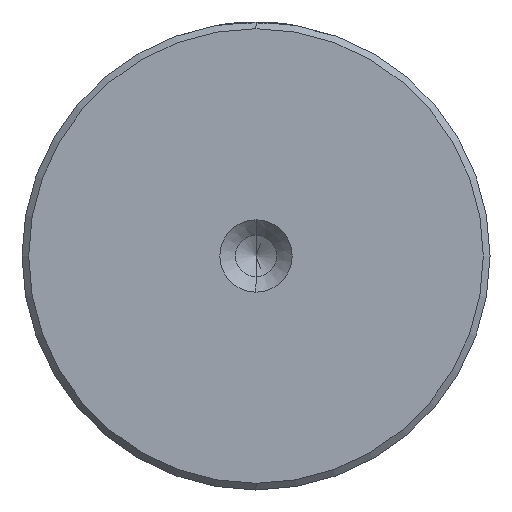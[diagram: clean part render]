
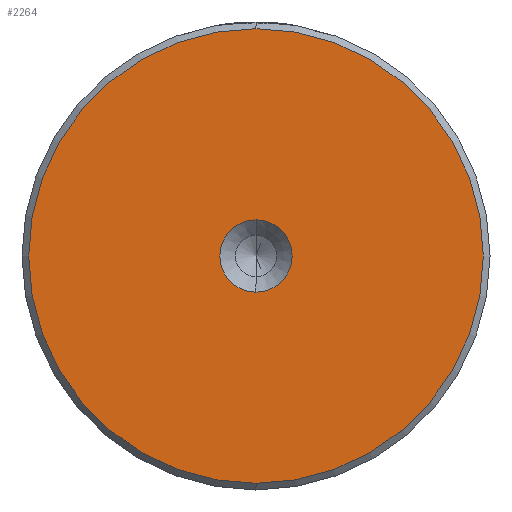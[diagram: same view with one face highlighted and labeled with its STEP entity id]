
A CAD part, left-side view. The second image highlights one B-rep face of the part: STEP entity #2264.
In plain terms, the highlighted planar face has unit normal (-1, 0, 0).
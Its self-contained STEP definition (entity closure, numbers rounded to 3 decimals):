
#13 = FACE_OUTER_BOUND ( 'NONE', #153, .T. ) ;
#32 = VERTEX_POINT ( 'NONE', #696 ) ;
#112 = AXIS2_PLACEMENT_3D ( 'NONE', #2226, #1097, #2398 ) ;
#144 = CIRCLE ( 'NONE', #869, 17. ) ;
#153 = EDGE_LOOP ( 'NONE', ( #1626, #1684 ) ) ;
#180 = VERTEX_POINT ( 'NONE', #2020 ) ;
#228 = ORIENTED_EDGE ( 'NONE', *, *, #1065, .F. ) ;
#259 = VERTEX_POINT ( 'NONE', #1295 ) ;
#397 = CARTESIAN_POINT ( 'NONE',  ( 0., 0., 0. ) ) ;
#443 = FACE_BOUND ( 'NONE', #1537, .T. ) ;
#488 = CARTESIAN_POINT ( 'NONE',  ( 0., 0., 17. ) ) ;
#504 = DIRECTION ( 'NONE',  ( -1., 0., 0. ) ) ;
#589 = DIRECTION ( 'NONE',  ( 0., 0., 1. ) ) ;
#696 = CARTESIAN_POINT ( 'NONE',  ( 0., 0., 2.7 ) ) ;
#704 = AXIS2_PLACEMENT_3D ( 'NONE', #901, #504, #1852 ) ;
#711 = EDGE_CURVE ( 'NONE', #1412, #259, #1702, .T. ) ;
#869 = AXIS2_PLACEMENT_3D ( 'NONE', #1075, #1789, #2343 ) ;
#901 = CARTESIAN_POINT ( 'NONE',  ( 0., 0., 0. ) ) ;
#927 = EDGE_CURVE ( 'NONE', #259, #1412, #144, .T. ) ;
#1065 = EDGE_CURVE ( 'NONE', #180, #32, #2308, .T. ) ;
#1074 = AXIS2_PLACEMENT_3D ( 'NONE', #1707, #1703, #1698 ) ;
#1075 = CARTESIAN_POINT ( 'NONE',  ( 0., 0., 0. ) ) ;
#1082 = ORIENTED_EDGE ( 'NONE', *, *, #1935, .F. ) ;
#1097 = DIRECTION ( 'NONE',  ( -1., 0., 0. ) ) ;
#1295 = CARTESIAN_POINT ( 'NONE',  ( 0., 0., -17. ) ) ;
#1395 = CIRCLE ( 'NONE', #112, 2.7 ) ;
#1412 = VERTEX_POINT ( 'NONE', #488 ) ;
#1537 = EDGE_LOOP ( 'NONE', ( #1082, #228 ) ) ;
#1626 = ORIENTED_EDGE ( 'NONE', *, *, #927, .T. ) ;
#1665 = PLANE ( 'NONE',  #704 ) ;
#1684 = ORIENTED_EDGE ( 'NONE', *, *, #711, .T. ) ;
#1698 = DIRECTION ( 'NONE',  ( 0., 0., 1. ) ) ;
#1702 = CIRCLE ( 'NONE', #1074, 17. ) ;
#1703 = DIRECTION ( 'NONE',  ( -1., 0., 0. ) ) ;
#1707 = CARTESIAN_POINT ( 'NONE',  ( 0., 0., 0. ) ) ;
#1747 = DIRECTION ( 'NONE',  ( -1., 0., 0. ) ) ;
#1789 = DIRECTION ( 'NONE',  ( -1., 0., 0. ) ) ;
#1852 = DIRECTION ( 'NONE',  ( 0., 0., 1. ) ) ;
#1897 = AXIS2_PLACEMENT_3D ( 'NONE', #397, #1747, #589 ) ;
#1935 = EDGE_CURVE ( 'NONE', #32, #180, #1395, .T. ) ;
#2020 = CARTESIAN_POINT ( 'NONE',  ( 0., 0., -2.7 ) ) ;
#2226 = CARTESIAN_POINT ( 'NONE',  ( 0., 0., 0. ) ) ;
#2264 = ADVANCED_FACE ( 'NONE', ( #13, #443 ), #1665, .T. ) ;
#2308 = CIRCLE ( 'NONE', #1897, 2.7 ) ;
#2343 = DIRECTION ( 'NONE',  ( 0., 0., 1. ) ) ;
#2398 = DIRECTION ( 'NONE',  ( 0., 0., 1. ) ) ;
